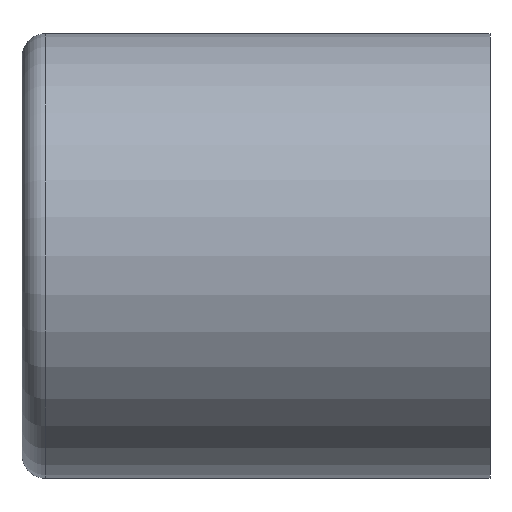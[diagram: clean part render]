
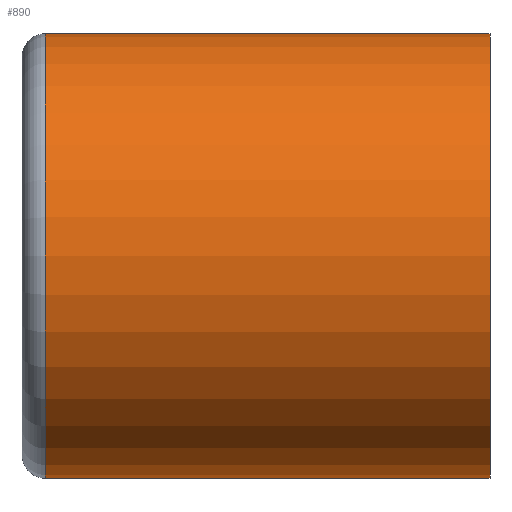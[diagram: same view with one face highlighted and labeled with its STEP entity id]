
A CAD part, front view. The second image highlights one B-rep face of the part: STEP entity #890.
In plain terms, the highlighted cylindrical face has radius 1.9 mm (diameter 3.8 mm), a partial arc.
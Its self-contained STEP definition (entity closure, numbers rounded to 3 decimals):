
#756=CARTESIAN_POINT('',(-0.8,0.,3.15));
#757=VERTEX_POINT('',#756);
#774=CARTESIAN_POINT('',(-0.8,0.,6.95));
#775=VERTEX_POINT('',#774);
#840=CARTESIAN_POINT('',(3.0,0.0,6.95));
#841=VERTEX_POINT('',#840);
#842=CARTESIAN_POINT('',(3.0,0.0,6.95));
#843=DIRECTION('',(-1.0,0.0,0.0));
#844=VECTOR('',#843,3.8);
#845=LINE('',#842,#844);
#846=EDGE_CURVE('',#841,#775,#845,.T.);
#848=CARTESIAN_POINT('',(3.0,0.,3.15));
#849=VERTEX_POINT('',#848);
#857=CARTESIAN_POINT('',(-0.8,0.,3.15));
#858=DIRECTION('',(1.0,0.0,0.0));
#859=VECTOR('',#858,3.8);
#860=LINE('',#857,#859);
#861=EDGE_CURVE('',#757,#849,#860,.T.);
#867=CARTESIAN_POINT('',(2.785,0.0,5.05));
#868=DIRECTION('',(-1.0,0.,0.));
#869=DIRECTION('',(0.0,0.0,1.0));
#870=AXIS2_PLACEMENT_3D('',#867,#868,#869);
#871=CYLINDRICAL_SURFACE('',#870,1.9);
#872=ORIENTED_EDGE('',*,*,#846,.T.);
#873=CARTESIAN_POINT('',(-0.8,0.,5.05));
#874=DIRECTION('',(-1.0,0.0,0.0));
#875=DIRECTION('',(0.0,0.0,1.0));
#876=AXIS2_PLACEMENT_3D('',#873,#874,#875);
#877=CIRCLE('',#876,1.9);
#878=EDGE_CURVE('',#757,#775,#877,.T.);
#879=ORIENTED_EDGE('',*,*,#878,.F.);
#880=ORIENTED_EDGE('',*,*,#861,.T.);
#881=CARTESIAN_POINT('',(3.0,0.0,5.05));
#882=DIRECTION('',(-1.0,0.0,0.0));
#883=DIRECTION('',(0.0,0.0,1.0));
#884=AXIS2_PLACEMENT_3D('',#881,#882,#883);
#885=CIRCLE('',#884,1.9);
#886=EDGE_CURVE('',#849,#841,#885,.T.);
#887=ORIENTED_EDGE('',*,*,#886,.T.);
#888=EDGE_LOOP('',(#872,#879,#880,#887));
#889=FACE_OUTER_BOUND('',#888,.T.);
#890=ADVANCED_FACE('',(#889),#871,.T.);
